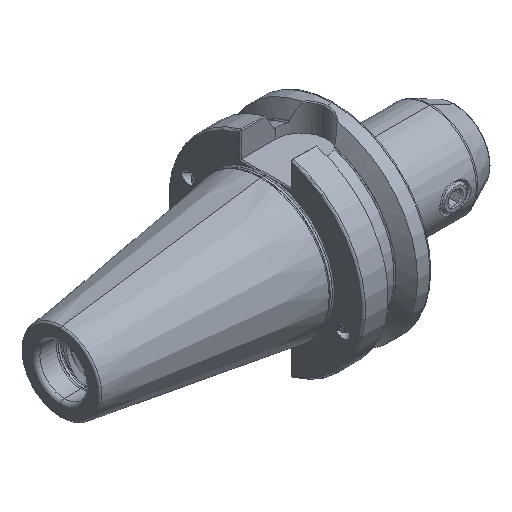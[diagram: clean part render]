
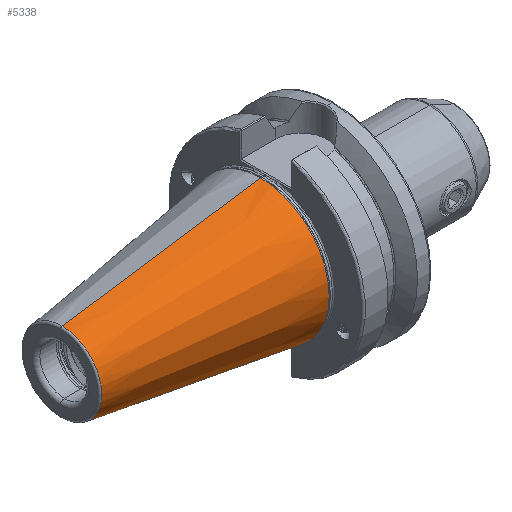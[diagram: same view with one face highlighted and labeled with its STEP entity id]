
A CAD part, isometric view. The second image highlights one B-rep face of the part: STEP entity #5338.
In plain terms, the highlighted conical face has half-angle 8.297 degrees and reference radius 34.998 mm.
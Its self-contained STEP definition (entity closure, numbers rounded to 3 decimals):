
#8 = DIRECTION ( 'NONE',  ( 0., 0., -1. ) ) ;
#14 = DIRECTION ( 'NONE',  ( 1., 0., 0. ) ) ;
#28 = CARTESIAN_POINT ( 'NONE',  ( -2.5, 0., 0. ) ) ;
#593 = CARTESIAN_POINT ( 'NONE',  ( -103.944, 0., -20.204 ) ) ;
#611 = CARTESIAN_POINT ( 'NONE',  ( -2.5, 0., 34.998 ) ) ;
#617 = CARTESIAN_POINT ( 'NONE',  ( -2.5, 0., -34.998 ) ) ;
#623 = CARTESIAN_POINT ( 'NONE',  ( -103.944, 0., 20.204 ) ) ;
#1826 = DIRECTION ( 'NONE',  ( 1., 0., 0. ) ) ;
#1835 = DIRECTION ( 'NONE',  ( 0., 0., -1. ) ) ;
#1839 = CARTESIAN_POINT ( 'NONE',  ( -2.5, 0., 0. ) ) ;
#1846 = DIRECTION ( 'NONE',  ( 0., 0., -1. ) ) ;
#1856 = DIRECTION ( 'NONE',  ( 1., 0., 0. ) ) ;
#1881 = CARTESIAN_POINT ( 'NONE',  ( -103.944, 0., 0. ) ) ;
#2457 = EDGE_CURVE ( 'NONE', #5707, #5735, #3569, .T. ) ;
#2469 = EDGE_CURVE ( 'NONE', #5712, #5724, #3582, .T. ) ;
#2642 = EDGE_CURVE ( 'NONE', #5724, #5735, #3743, .T. ) ;
#2665 = EDGE_CURVE ( 'NONE', #5712, #5707, #3735, .T. ) ;
#2994 = EDGE_LOOP ( 'NONE', ( #12735, #12715, #12706, #12730 ) ) ;
#3569 = CIRCLE ( 'NONE', #12756, 34.998 ) ;
#3582 = CIRCLE ( 'NONE', #12764, 20.204 ) ;
#3735 = LINE ( 'NONE', #9966, #3736 ) ;
#3736 = VECTOR ( 'NONE', #9978, 1000. ) ;
#3743 = LINE ( 'NONE', #10079, #3750 ) ;
#3750 = VECTOR ( 'NONE', #10080, 1000. ) ;
#5338 = ADVANCED_FACE ( 'NONE', ( #6405 ), #6458, .T. ) ;
#5707 = VERTEX_POINT ( 'NONE', #611 ) ;
#5712 = VERTEX_POINT ( 'NONE', #623 ) ;
#5724 = VERTEX_POINT ( 'NONE', #593 ) ;
#5735 = VERTEX_POINT ( 'NONE', #617 ) ;
#6405 = FACE_OUTER_BOUND ( 'NONE', #2994, .T. ) ;
#6458 = CONICAL_SURFACE ( 'NONE', #14856, 34.998, 0.145 ) ;
#9966 = CARTESIAN_POINT ( 'NONE',  ( -2.5, 0., 34.998 ) ) ;
#9978 = DIRECTION ( 'NONE',  ( 0.99, 0., 0.144 ) ) ;
#10079 = CARTESIAN_POINT ( 'NONE',  ( -2.5, 0., -34.998 ) ) ;
#10080 = DIRECTION ( 'NONE',  ( 0.99, 0., -0.144 ) ) ;
#12706 = ORIENTED_EDGE ( 'NONE', *, *, #2642, .T. ) ;
#12715 = ORIENTED_EDGE ( 'NONE', *, *, #2469, .T. ) ;
#12730 = ORIENTED_EDGE ( 'NONE', *, *, #2457, .F. ) ;
#12735 = ORIENTED_EDGE ( 'NONE', *, *, #2665, .F. ) ;
#12756 = AXIS2_PLACEMENT_3D ( 'NONE', #1839, #1856, #1846 ) ;
#12764 = AXIS2_PLACEMENT_3D ( 'NONE', #1881, #1826, #1835 ) ;
#14856 = AXIS2_PLACEMENT_3D ( 'NONE', #28, #14, #8 ) ;
